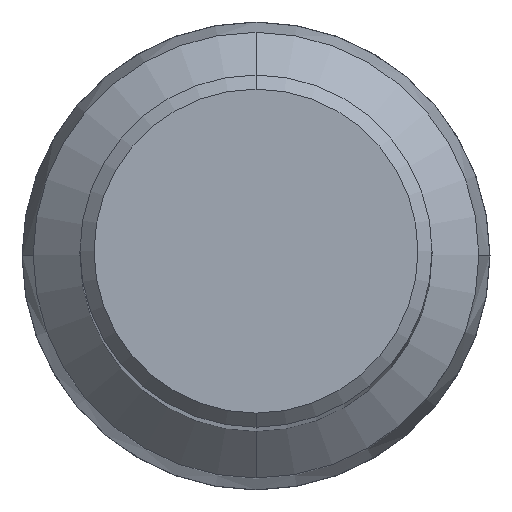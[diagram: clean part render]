
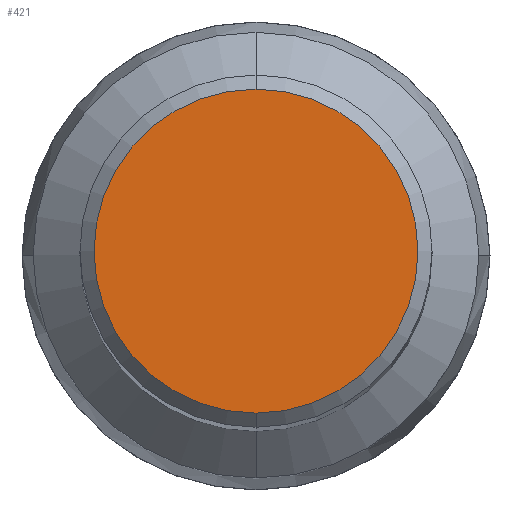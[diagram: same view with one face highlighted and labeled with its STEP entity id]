
A CAD part, top view. The second image highlights one B-rep face of the part: STEP entity #421.
In plain terms, the highlighted planar face has unit normal (0, 0, 1).
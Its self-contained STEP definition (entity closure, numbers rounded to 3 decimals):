
#421=ADVANCED_FACE('',(#925),#926,.T.);
#465=EDGE_CURVE('',#647,#505,#974,.T.);
#505=VERTEX_POINT('',#1017);
#513=EDGE_CURVE('',#505,#647,#1026,.T.);
#647=VERTEX_POINT('',#1175);
#925=FACE_OUTER_BOUND('',#1637,.T.);
#926=PLANE('',#1638);
#974=CIRCLE('',#1699,11.5);
#1017=CARTESIAN_POINT('',(0.0,11.5,0.0));
#1026=CIRCLE('',#1792,11.5);
#1175=CARTESIAN_POINT('',(0.,-11.5,0.0));
#1637=EDGE_LOOP('',(#2393,#2394));
#1638=AXIS2_PLACEMENT_3D('',#2395,#2396,#2397);
#1699=AXIS2_PLACEMENT_3D('',#2459,#2460,#2461);
#1792=AXIS2_PLACEMENT_3D('',#2517,#2518,#2519);
#2393=ORIENTED_EDGE('',*,*,#513,.F.);
#2394=ORIENTED_EDGE('',*,*,#465,.F.);
#2395=CARTESIAN_POINT('',(0.0,5.75,0.0));
#2396=DIRECTION('',(-0.0,0.0,1.0));
#2397=DIRECTION('',(0.0,-1.0,0.0));
#2459=CARTESIAN_POINT('',(0.0,0.0,0.0));
#2460=DIRECTION('',(0.0,0.0,-1.0));
#2461=DIRECTION('',(0.0,1.0,0.0));
#2517=CARTESIAN_POINT('',(0.0,0.0,0.0));
#2518=DIRECTION('',(0.0,0.0,-1.0));
#2519=DIRECTION('',(0.0,1.0,0.0));
